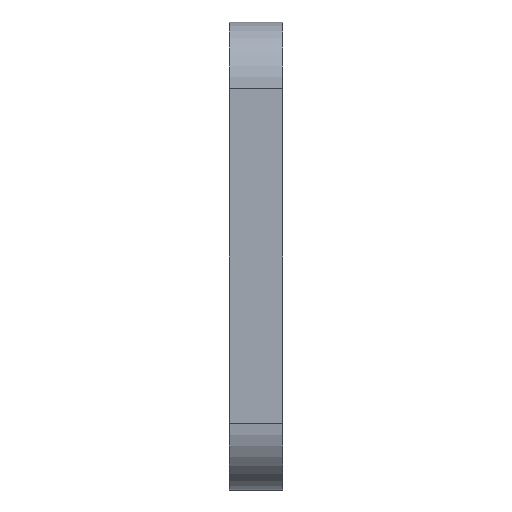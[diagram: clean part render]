
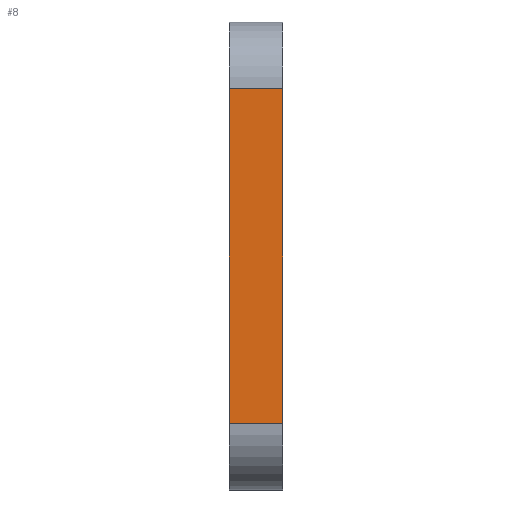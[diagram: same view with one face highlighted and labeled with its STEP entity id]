
A CAD part, left-side view. The second image highlights one B-rep face of the part: STEP entity #8.
In plain terms, the highlighted planar face has unit normal (-1, 0, 0).
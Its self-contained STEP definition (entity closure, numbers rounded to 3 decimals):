
#8 = ADVANCED_FACE ( 'NONE', ( #556 ), #444, .F. ) ;
#11 = VERTEX_POINT ( 'NONE', #558 ) ;
#17 = CARTESIAN_POINT ( 'NONE',  ( 0., 4., -50. ) ) ;
#29 = CARTESIAN_POINT ( 'NONE',  ( 0., 4., 0. ) ) ;
#37 = CARTESIAN_POINT ( 'NONE',  ( 0., -4., 0. ) ) ;
#62 = ORIENTED_EDGE ( 'NONE', *, *, #408, .F. ) ;
#70 = DIRECTION ( 'NONE',  ( 0., -1., 0. ) ) ;
#79 = VERTEX_POINT ( 'NONE', #398 ) ;
#92 = LINE ( 'NONE', #37, #228 ) ;
#100 = CARTESIAN_POINT ( 'NONE',  ( 0., -4., 0. ) ) ;
#138 = VERTEX_POINT ( 'NONE', #100 ) ;
#147 = EDGE_CURVE ( 'NONE', #11, #138, #733, .T. ) ;
#160 = VECTOR ( 'NONE', #284, 1000. ) ;
#218 = ORIENTED_EDGE ( 'NONE', *, *, #147, .F. ) ;
#228 = VECTOR ( 'NONE', #561, 1000. ) ;
#253 = EDGE_CURVE ( 'NONE', #532, #79, #363, .T. ) ;
#284 = DIRECTION ( 'NONE',  ( 0., -1., 0. ) ) ;
#363 = LINE ( 'NONE', #544, #504 ) ;
#364 = CARTESIAN_POINT ( 'NONE',  ( 0., 4., 0. ) ) ;
#398 = CARTESIAN_POINT ( 'NONE',  ( 0., -4., -50. ) ) ;
#407 = ORIENTED_EDGE ( 'NONE', *, *, #587, .T. ) ;
#408 = EDGE_CURVE ( 'NONE', #532, #11, #538, .T. ) ;
#412 = AXIS2_PLACEMENT_3D ( 'NONE', #29, #498, #721 ) ;
#444 = PLANE ( 'NONE',  #412 ) ;
#455 = EDGE_LOOP ( 'NONE', ( #407, #218, #62, #492 ) ) ;
#489 = DIRECTION ( 'NONE',  ( 0., 0., 1. ) ) ;
#492 = ORIENTED_EDGE ( 'NONE', *, *, #253, .T. ) ;
#498 = DIRECTION ( 'NONE',  ( 1., 0., 0. ) ) ;
#504 = VECTOR ( 'NONE', #70, 1000. ) ;
#532 = VERTEX_POINT ( 'NONE', #17 ) ;
#538 = LINE ( 'NONE', #364, #626 ) ;
#544 = CARTESIAN_POINT ( 'NONE',  ( 0., 4., -50. ) ) ;
#556 = FACE_OUTER_BOUND ( 'NONE', #455, .T. ) ;
#558 = CARTESIAN_POINT ( 'NONE',  ( 0., 4., 0. ) ) ;
#561 = DIRECTION ( 'NONE',  ( 0., 0., 1. ) ) ;
#584 = CARTESIAN_POINT ( 'NONE',  ( 0., 4., 0. ) ) ;
#587 = EDGE_CURVE ( 'NONE', #79, #138, #92, .T. ) ;
#626 = VECTOR ( 'NONE', #489, 1000. ) ;
#721 = DIRECTION ( 'NONE',  ( 0., 0., -1. ) ) ;
#733 = LINE ( 'NONE', #584, #160 ) ;
